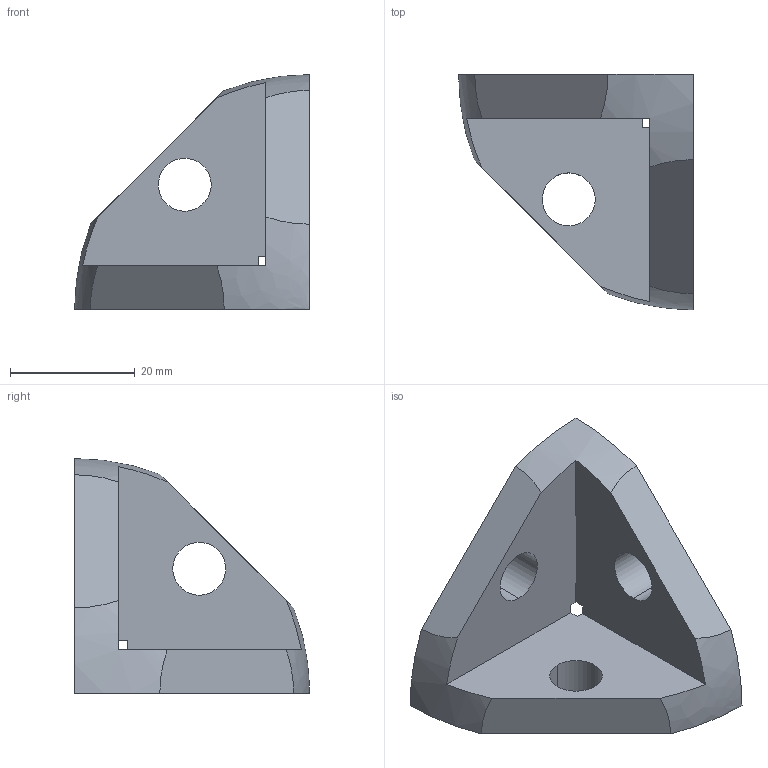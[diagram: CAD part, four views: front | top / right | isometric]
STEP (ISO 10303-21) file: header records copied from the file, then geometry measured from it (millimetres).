
FILE_DESCRIPTION((''),'2;1');
FILE_NAME('SZ0931S.stp','2009-07-27T13:52:58',(''),(''),'Mechanical Desktop 2007','Mechanical Desktop 2007',', , ');
FILE_SCHEMA(('CONFIG_CONTROL_DESIGN'));
Length unit declared in the file: millimetre
Products named in the file (2): SZ0931S; SZ0076S
Assembly tree (1 placements, depth 2):
  SZ0931S
    SZ0076S
Bounding box: 37.69 x 37.69 x 37.69 mm (x, y, z)
Volume: 15048.3 mm3; surface area: 6139.2 mm2
Topology: 1 solids, 1 shells, 21 faces, 64 edges, 42 vertices
Faces by surface type: plane 12, cylinder 6, bspline 3
Entity records: 966 total; most frequent: CARTESIAN_POINT 284, ORIENTED_EDGE 126, DIRECTION 113, EDGE_CURVE 63, VERTEX_POINT 42, AXIS2_PLACEMENT_3D 40, VECTOR 33, LINE 33
